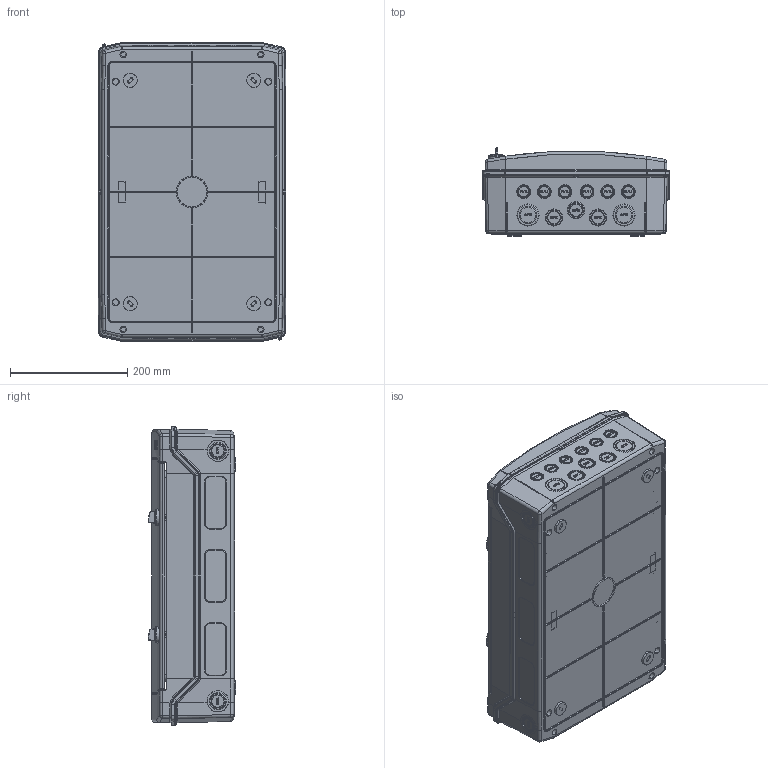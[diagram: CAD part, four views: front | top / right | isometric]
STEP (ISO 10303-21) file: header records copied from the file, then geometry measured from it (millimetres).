
FILE_DESCRIPTION((''),'2;1');
FILE_NAME('ECH_36PT_ASM','2022-07-20T14:12:01',('klemen.sitar'),('Audax d.o.o.'),'CREO PARAMETRIC BY PTC INC, 2021304','CREO PARAMETRIC BY PTC INC, 2021304','');
FILE_SCHEMA(('AP242_MANAGED_MODEL_BASED_3D_ENGINEERING_MIM_LF { 1 0 10303 442 1 1 4 }'));
Products named in the file (19): BOTTOM_ECH_36PT_1_1_1; FRONT_ECH_36PT_1_1_1; DOOR_ECH_36PT_1_1_1; TH_BRACKET_1_1_1; TH_RAIL-73280_1_1_1; TH_RAIL-73279_ASM_1_1_ASM_1_ASM; SCREW_30_1_1_1_1; LOCK_PART_A_1_1_1; LOCK_PART_B_1_1_1; ETI_LOGO_1_1_1_1; ETI_LOGO_2_1_1_1; ETI_LOGO_3_1_1_1; ETI_LOGO_ASM_1_1_ASM_1_ASM; ECH_36PT_1_ASM_1_1_ASM_1_ASM; PRT0060_1_1_1; PRT0061_1_1_1; ECH_36PT_ASM_1_1_ASM_1_ASM; ASM0030_ASM_1_ASM; ECH_36PT_ASM
Assembly tree (26 placements, depth 6):
  ECH_36PT_ASM
    ASM0030_ASM_1_ASM
      ECH_36PT_ASM_1_1_ASM_1_ASM
        ECH_36PT_1_ASM_1_1_ASM_1_ASM
          BOTTOM_ECH_36PT_1_1_1
          FRONT_ECH_36PT_1_1_1
          DOOR_ECH_36PT_1_1_1
          TH_RAIL-73279_ASM_1_1_ASM_1_ASM  x3
            TH_BRACKET_1_1_1
            TH_RAIL-73280_1_1_1
          SCREW_30_1_1_1_1  x4
          LOCK_PART_A_1_1_1  x2
          LOCK_PART_B_1_1_1  x2
          ETI_LOGO_ASM_1_1_ASM_1_ASM
            ETI_LOGO_1_1_1_1
            ETI_LOGO_2_1_1_1
            ETI_LOGO_3_1_1_1
        PRT0060_1_1_1
        PRT0061_1_1_1
Bounding box: 318.55 x 149.71 x 508.5 mm (x, y, z)
Volume: 1049509.1 mm3; surface area: 1687022.5 mm2
Topology: 20 solids, 25 shells, 5430 faces, 14446 edges, 9332 vertices
Faces by surface type: plane 3083, cylinder 792, cone 736, bspline 622, torus 94, extrusion 37, revolution 34, sphere 32
Entity records: 202914 total; most frequent: CARTESIAN_POINT 58436, ORIENTED_EDGE 23644, DIRECTION 19188, PRESENTATION_STYLE_ASSIGNMENT 11862, STYLED_ITEM 11862, CURVE_STYLE 11849, EDGE_CURVE 11830, VERTEX_POINT 7630
